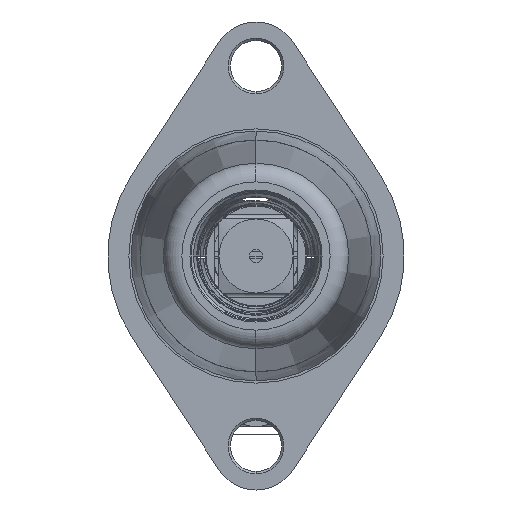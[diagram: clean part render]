
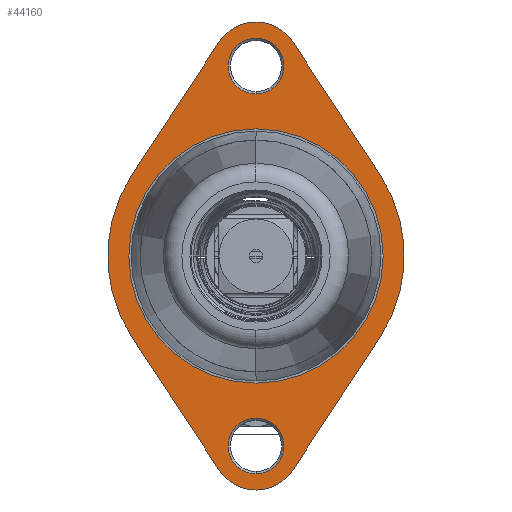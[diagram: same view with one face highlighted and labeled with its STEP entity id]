
A CAD part, left-side view. The second image highlights one B-rep face of the part: STEP entity #44160.
In plain terms, the highlighted planar face has unit normal (-1, 0, 0).
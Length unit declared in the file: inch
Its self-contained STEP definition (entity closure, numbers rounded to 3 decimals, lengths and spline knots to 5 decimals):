
#42626=CARTESIAN_POINT('',(-21.6154,0.005,0.));
#42627=DIRECTION('',(-1.,0.,0.));
#42628=DIRECTION('',(0.,0.,1.));
#42629=AXIS2_PLACEMENT_3D('',#42626,#42627,#42628);
#42631=CARTESIAN_POINT('',(-21.6154,0.005,0.));
#42632=DIRECTION('',(-1.,0.,0.));
#42633=DIRECTION('',(0.,0.,-1.));
#42634=AXIS2_PLACEMENT_3D('',#42631,#42632,#42633);
#42636=CARTESIAN_POINT('',(-21.6154,0.005,-2.5625));
#42637=DIRECTION('',(1.,0.,0.));
#42638=DIRECTION('',(0.,-0.836,-0.549));
#42639=AXIS2_PLACEMENT_3D('',#42636,#42637,#42638);
#42641=DIRECTION('',(0.,-0.549,-0.836));
#42642=VECTOR('',#42641,2.14233);
#42643=CARTESIAN_POINT('',(-21.6154,1.67706,-1.09737));
#42644=LINE('',#42643,#42642);
#42645=CARTESIAN_POINT('',(-21.6154,0.005,0.));
#42646=DIRECTION('',(1.,0.,0.));
#42647=DIRECTION('',(0.,0.836,-0.549));
#42648=AXIS2_PLACEMENT_3D('',#42645,#42646,#42647);
#42650=DIRECTION('',(0.,0.549,-0.836));
#42651=VECTOR('',#42650,2.14233);
#42652=CARTESIAN_POINT('',(-21.6154,0.5016,2.88842));
#42653=LINE('',#42652,#42651);
#42654=CARTESIAN_POINT('',(-21.6154,0.005,2.5625));
#42655=DIRECTION('',(1.,0.,0.));
#42656=DIRECTION('',(0.,0.836,0.549));
#42657=AXIS2_PLACEMENT_3D('',#42654,#42655,#42656);
#42659=DIRECTION('',(0.,0.549,0.836));
#42660=VECTOR('',#42659,2.14233);
#42661=CARTESIAN_POINT('',(-21.6154,-1.66706,1.09737));
#42662=LINE('',#42661,#42660);
#42663=CARTESIAN_POINT('',(-21.6154,0.005,0.));
#42664=DIRECTION('',(1.,0.,0.));
#42665=DIRECTION('',(0.,-0.836,0.549));
#42666=AXIS2_PLACEMENT_3D('',#42663,#42664,#42665);
#42668=DIRECTION('',(0.,-0.549,0.836));
#42669=VECTOR('',#42668,2.14233);
#42670=CARTESIAN_POINT('',(-21.6154,-0.4916,-2.88842));
#42671=LINE('',#42670,#42669);
#43878=CARTESIAN_POINT('',(-21.6154,0.005,-2.5625));
#43879=DIRECTION('',(-1.,0.,0.));
#43880=DIRECTION('',(0.,0.,-1.));
#43881=AXIS2_PLACEMENT_3D('',#43878,#43879,#43880);
#43888=CARTESIAN_POINT('',(-21.6154,0.005,-2.5625));
#43889=DIRECTION('',(-1.,0.,0.));
#43890=DIRECTION('',(0.,0.,1.));
#43891=AXIS2_PLACEMENT_3D('',#43888,#43889,#43890);
#43906=CARTESIAN_POINT('',(-21.6154,0.005,2.5625));
#43907=DIRECTION('',(-1.,0.,0.));
#43908=DIRECTION('',(0.,0.,-1.));
#43909=AXIS2_PLACEMENT_3D('',#43906,#43907,#43908);
#43916=CARTESIAN_POINT('',(-21.6154,0.005,2.5625));
#43917=DIRECTION('',(-1.,0.,0.));
#43918=DIRECTION('',(0.,0.,1.));
#43919=AXIS2_PLACEMENT_3D('',#43916,#43917,#43918);
#43998=CARTESIAN_POINT('',(-21.6154,0.005,-1.715));
#43999=CARTESIAN_POINT('',(-21.6154,0.005,1.715));
#44000=VERTEX_POINT('',#43998);
#44001=VERTEX_POINT('',#43999);
#44002=CARTESIAN_POINT('',(-21.6154,-0.4916,-2.88842));
#44003=CARTESIAN_POINT('',(-21.6154,0.5016,-2.88842));
#44004=VERTEX_POINT('',#44002);
#44005=VERTEX_POINT('',#44003);
#44006=CARTESIAN_POINT('',(-21.6154,-1.66706,-1.09737));
#44007=VERTEX_POINT('',#44006);
#44008=CARTESIAN_POINT('',(-21.6154,-1.66706,1.09737));
#44009=VERTEX_POINT('',#44008);
#44010=CARTESIAN_POINT('',(-21.6154,-0.4916,2.88842));
#44011=VERTEX_POINT('',#44010);
#44012=CARTESIAN_POINT('',(-21.6154,0.5016,2.88842));
#44013=VERTEX_POINT('',#44012);
#44014=CARTESIAN_POINT('',(-21.6154,1.67706,1.09737));
#44015=VERTEX_POINT('',#44014);
#44016=CARTESIAN_POINT('',(-21.6154,1.67706,-1.09737));
#44017=VERTEX_POINT('',#44016);
#44050=CARTESIAN_POINT('',(-21.6154,0.005,-2.9375));
#44051=CARTESIAN_POINT('',(-21.6154,0.005,-2.1875));
#44052=VERTEX_POINT('',#44050);
#44053=VERTEX_POINT('',#44051);
#44058=CARTESIAN_POINT('',(-21.6154,0.005,2.1875));
#44059=CARTESIAN_POINT('',(-21.6154,0.005,2.9375));
#44060=VERTEX_POINT('',#44058);
#44061=VERTEX_POINT('',#44059);
#44119=CARTESIAN_POINT('',(-21.6154,0.005,0.));
#44120=DIRECTION('',(1.,0.,0.));
#44121=DIRECTION('',(0.,0.,1.));
#44122=AXIS2_PLACEMENT_3D('',#44119,#44120,#44121);
#44123=PLANE('',#44122);
#44125=ORIENTED_EDGE('',*,*,#44124,.T.);
#44127=ORIENTED_EDGE('',*,*,#44126,.F.);
#44129=ORIENTED_EDGE('',*,*,#44128,.T.);
#44131=ORIENTED_EDGE('',*,*,#44130,.F.);
#44133=ORIENTED_EDGE('',*,*,#44132,.T.);
#44135=ORIENTED_EDGE('',*,*,#44134,.F.);
#44137=ORIENTED_EDGE('',*,*,#44136,.T.);
#44139=ORIENTED_EDGE('',*,*,#44138,.F.);
#44140=EDGE_LOOP('',(#44125,#44127,#44129,#44131,#44133,#44135,#44137,#44139));
#44141=FACE_OUTER_BOUND('',#44140,.F.);
#44143=ORIENTED_EDGE('',*,*,#44142,.T.);
#44145=ORIENTED_EDGE('',*,*,#44144,.T.);
#44146=EDGE_LOOP('',(#44143,#44145));
#44147=FACE_BOUND('',#44146,.F.);
#44149=ORIENTED_EDGE('',*,*,#44148,.T.);
#44151=ORIENTED_EDGE('',*,*,#44150,.T.);
#44152=EDGE_LOOP('',(#44149,#44151));
#44153=FACE_BOUND('',#44152,.F.);
#44155=ORIENTED_EDGE('',*,*,#44154,.T.);
#44157=ORIENTED_EDGE('',*,*,#44156,.T.);
#44158=EDGE_LOOP('',(#44155,#44157));
#44159=FACE_BOUND('',#44158,.F.);
#44160=ADVANCED_FACE('',(#44141,#44147,#44153,#44159),#44123,.F.);
#42630=CIRCLE('',#42629,1.715);
#42635=CIRCLE('',#42634,1.715);
#42640=CIRCLE('',#42639,0.594);
#42649=CIRCLE('',#42648,2.);
#42658=CIRCLE('',#42657,0.594);
#42667=CIRCLE('',#42666,2.);
#43882=CIRCLE('',#43881,0.375);
#43892=CIRCLE('',#43891,0.375);
#43910=CIRCLE('',#43909,0.375);
#43920=CIRCLE('',#43919,0.375);
#44124=EDGE_CURVE('',#44004,#44005,#42640,.T.);
#44126=EDGE_CURVE('',#44017,#44005,#42644,.T.);
#44128=EDGE_CURVE('',#44017,#44015,#42649,.T.);
#44130=EDGE_CURVE('',#44013,#44015,#42653,.T.);
#44132=EDGE_CURVE('',#44013,#44011,#42658,.T.);
#44134=EDGE_CURVE('',#44009,#44011,#42662,.T.);
#44136=EDGE_CURVE('',#44009,#44007,#42667,.T.);
#44138=EDGE_CURVE('',#44004,#44007,#42671,.T.);
#44142=EDGE_CURVE('',#44001,#44000,#42630,.T.);
#44144=EDGE_CURVE('',#44000,#44001,#42635,.T.);
#44148=EDGE_CURVE('',#44053,#44052,#43892,.T.);
#44150=EDGE_CURVE('',#44052,#44053,#43882,.T.);
#44154=EDGE_CURVE('',#44061,#44060,#43920,.T.);
#44156=EDGE_CURVE('',#44060,#44061,#43910,.T.);
